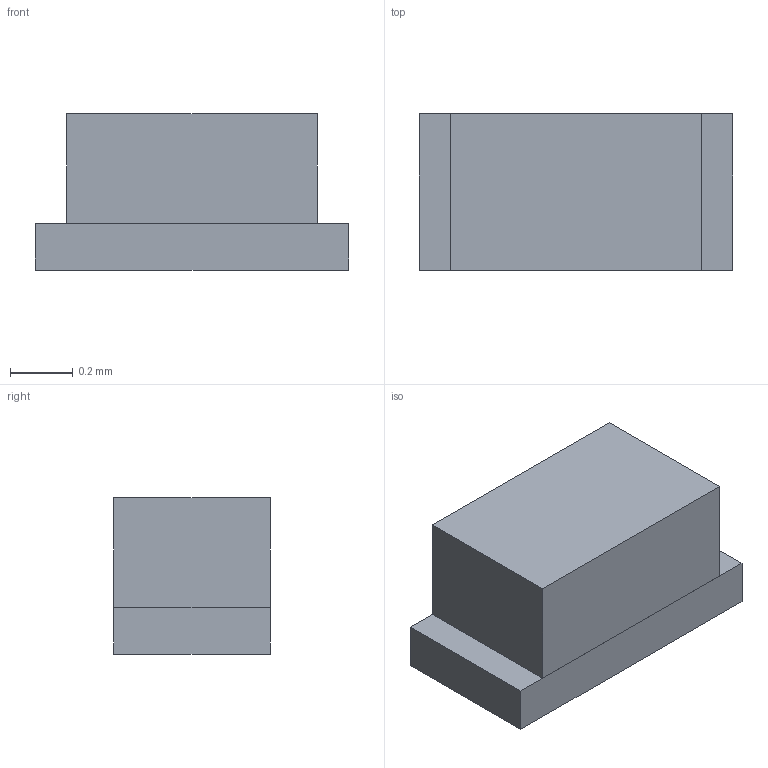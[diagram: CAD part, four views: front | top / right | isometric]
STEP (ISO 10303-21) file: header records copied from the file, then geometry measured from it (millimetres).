
FILE_DESCRIPTION(('FreeCAD Model'),'2;1');
FILE_NAME('Open CASCADE Shape Model','2025-01-19T20:44:38',(''),(''), 'Open CASCADE STEP processor 7.8','FreeCAD','Unknown');
FILE_SCHEMA(('AUTOMOTIVE_DESIGN { 1 0 10303 214 1 1 1 1 }'));
Length unit declared in the file: millimetre
Products named in the file (3): APHHS1015; APHHS1005; APHHS1010
Assembly tree (2 placements, depth 2):
  APHHS1015
    APHHS1005
    APHHS1010
Bounding box: 1 x 0.5 x 0.5 mm (x, y, z)
Surface area: 3.2 mm2 (no closed solid volume)
Topology: 0 solids, 2 shells, 14 faces, 34 edges, 24 vertices
Faces by surface type: plane 14
Entity records: 536 total; most frequent: CARTESIAN_POINT 111, ORIENTED_EDGE 68, DIRECTION 56, EDGE_CURVE 34, VERTEX_POINT 24, LINE 22, VECTOR 22, AXIS2_PLACEMENT_3D 17
